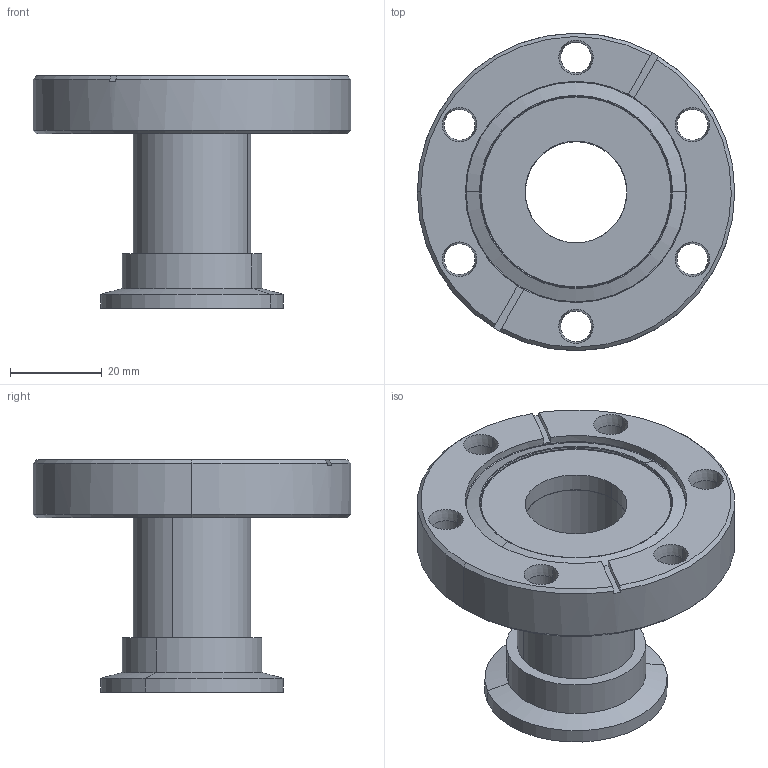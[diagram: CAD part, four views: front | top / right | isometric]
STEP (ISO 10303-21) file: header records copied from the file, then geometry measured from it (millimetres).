
FILE_DESCRIPTION (( 'STEP AP214' ), '1' );
FILE_NAME ('730002.STEP', '2023-12-30T17:32:41', ( '' ), ( '' ), 'SwSTEP 2.0', 'SolidWorks 2022', '' );
FILE_SCHEMA (( 'AUTOMOTIVE_DESIGN' ));
Length unit declared in the file: inch
Products named in the file (4): 730002; 110012; 940132; 713002
Assembly tree (3 placements, depth 2):
  730002
    110012
    713002
    940132
Bounding box: 69.34 x 69.34 x 50.8 mm (x, y, z)
Volume: 46901.1 mm3; surface area: 21972.5 mm2
Topology: 3 solids, 3 shells, 96 faces, 216 edges, 129 vertices
Faces by surface type: cone 37, cylinder 34, plane 17, torus 8
Entity records: 2901 total; most frequent: DIRECTION 543, CARTESIAN_POINT 459, ORIENTED_EDGE 432, AXIS2_PLACEMENT_3D 229, EDGE_CURVE 216, VERTEX_POINT 129, CIRCLE 127, EDGE_LOOP 117
